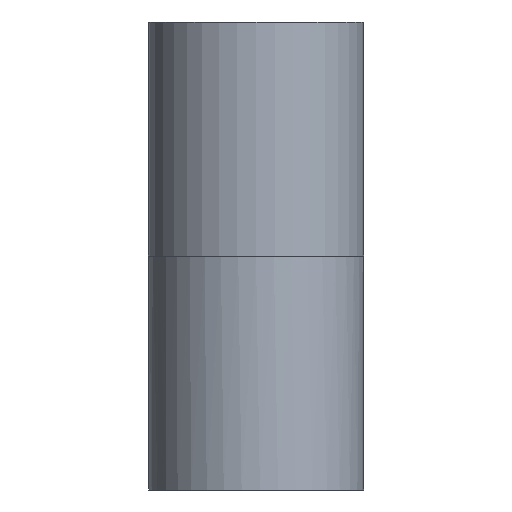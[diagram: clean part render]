
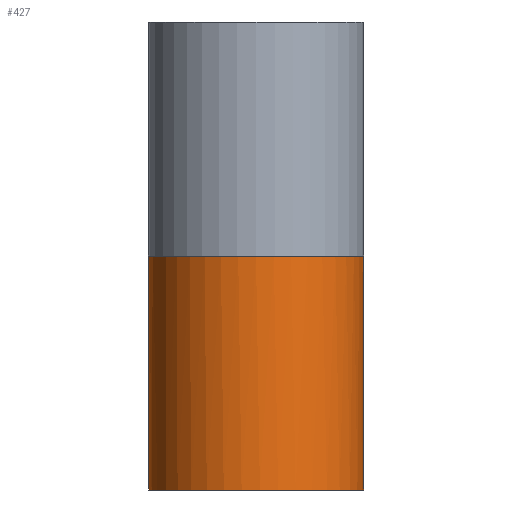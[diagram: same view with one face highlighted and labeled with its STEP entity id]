
A CAD part, front view. The second image highlights one B-rep face of the part: STEP entity #427.
In plain terms, the highlighted cylindrical face has radius 23 mm (diameter 46 mm), a partial arc.
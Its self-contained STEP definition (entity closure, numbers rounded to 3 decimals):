
#22 = VERTEX_POINT('',#23);
#23 = CARTESIAN_POINT('',(23.,0.,0.));
#32 = EDGE_CURVE('',#22,#33,#35,.T.);
#33 = VERTEX_POINT('',#34);
#34 = CARTESIAN_POINT('',(23.,0.,40.));
#35 = LINE('',#36,#37);
#36 = CARTESIAN_POINT('',(23.,0.,0.));
#37 = VECTOR('',#38,1.);
#38 = DIRECTION('',(0.,0.,1.));
#160 = EDGE_CURVE('',#161,#22,#163,.T.);
#161 = VERTEX_POINT('',#162);
#162 = CARTESIAN_POINT('',(-10.,20.712,0.));
#163 = CIRCLE('',#164,23.);
#164 = AXIS2_PLACEMENT_3D('',#165,#166,#167);
#165 = CARTESIAN_POINT('',(0.,0.,0.));
#166 = DIRECTION('',(0.,0.,1.));
#167 = DIRECTION('',(1.,0.,0.));
#427 = ADVANCED_FACE('',(#428),#587,.T.);
#428 = FACE_BOUND('',#429,.F.);
#429 = EDGE_LOOP('',(#430,#431,#432,#440,#519,#528,#537,#546,#554,#563,
    #572,#581));
#430 = ORIENTED_EDGE('',*,*,#32,.F.);
#431 = ORIENTED_EDGE('',*,*,#160,.F.);
#432 = ORIENTED_EDGE('',*,*,#433,.F.);
#433 = EDGE_CURVE('',#434,#161,#436,.T.);
#434 = VERTEX_POINT('',#435);
#435 = CARTESIAN_POINT('',(-10.,20.712,
    10.882));
#436 = LINE('',#437,#438);
#437 = CARTESIAN_POINT('',(-10.,20.712,0.));
#438 = VECTOR('',#439,1.);
#439 = DIRECTION('',(-0.,-0.,-1.));
#440 = ORIENTED_EDGE('',*,*,#441,.T.);
#441 = EDGE_CURVE('',#434,#442,#444,.T.);
#442 = VERTEX_POINT('',#443);
#443 = CARTESIAN_POINT('',(-14.526,17.832,
    26.179));
#444 = B_SPLINE_CURVE_WITH_KNOTS('',7,(#445,#446,#447,#448,#449,#450,
    #451,#452,#453,#454,#455,#456,#457,#458,#459,#460,#461,#462,#463,
    #464,#465,#466,#467,#468,#469,#470,#471,#472,#473,#474,#475,#476,
    #477,#478,#479,#480,#481,#482,#483,#484,#485,#486,#487,#488,#489,
    #490,#491,#492,#493,#494,#495,#496,#497,#498,#499,#500,#501,#502,
    #503,#504,#505,#506,#507,#508,#509,#510,#511,#512,#513,#514,#515,
    #516,#517,#518),.UNSPECIFIED.,.F.,.F.,(8,6,6,6,6,6,6,6,6,6,6,6,8),(
    0.,0.154,0.197,0.267,0.315,
    0.382,0.434,0.474,0.576,
    0.703,0.814,0.918,1.),.UNSPECIFIED.);
#445 = CARTESIAN_POINT('',(4.526,22.55,
    15.179));
#446 = CARTESIAN_POINT('',(4.162,22.623,
    14.549));
#447 = CARTESIAN_POINT('',(3.742,22.7,
    13.934));
#448 = CARTESIAN_POINT('',(3.265,22.778,
    13.34));
#449 = CARTESIAN_POINT('',(2.727,22.852,
    12.77));
#450 = CARTESIAN_POINT('',(2.126,22.917,
    12.232));
#451 = CARTESIAN_POINT('',(1.459,22.965,11.734
    ));
#452 = CARTESIAN_POINT('',(0.52,22.995,
    11.162));
#453 = CARTESIAN_POINT('',(0.31,23.,11.041
    ));
#454 = CARTESIAN_POINT('',(0.094,23.002,
    10.924));
#455 = CARTESIAN_POINT('',(-0.126,23.002,
    10.812));
#456 = CARTESIAN_POINT('',(-0.351,22.999,
    10.705));
#457 = CARTESIAN_POINT('',(-0.581,22.994,
    10.603));
#458 = CARTESIAN_POINT('',(-1.199,22.972,10.349
    ));
#459 = CARTESIAN_POINT('',(-1.595,22.95,
    10.205));
#460 = CARTESIAN_POINT('',(-2.002,22.92,
    10.079));
#461 = CARTESIAN_POINT('',(-2.418,22.88,
    9.97));
#462 = CARTESIAN_POINT('',(-2.84,22.831,
    9.879));
#463 = CARTESIAN_POINT('',(-3.266,22.771,
    9.808));
#464 = CARTESIAN_POINT('',(-3.987,22.654,
    9.722));
#465 = CARTESIAN_POINT('',(-4.281,22.601,
    9.696));
#466 = CARTESIAN_POINT('',(-4.575,22.544,
    9.68));
#467 = CARTESIAN_POINT('',(-4.868,22.483,9.673
    ));
#468 = CARTESIAN_POINT('',(-5.159,22.417,
    9.674));
#469 = CARTESIAN_POINT('',(-5.447,22.348,9.685
    ));
#470 = CARTESIAN_POINT('',(-6.128,22.172,9.73)
  );
#471 = CARTESIAN_POINT('',(-6.517,22.063,
    9.773));
#472 = CARTESIAN_POINT('',(-6.899,21.948,9.831
    ));
#473 = CARTESIAN_POINT('',(-7.273,21.827,
    9.904));
#474 = CARTESIAN_POINT('',(-7.637,21.7,9.99)
  );
#475 = CARTESIAN_POINT('',(-7.992,21.57,
    10.088));
#476 = CARTESIAN_POINT('',(-8.604,21.332,
    10.283));
#477 = CARTESIAN_POINT('',(-8.865,21.226,
    10.375));
#478 = CARTESIAN_POINT('',(-9.121,21.118,
    10.473));
#479 = CARTESIAN_POINT('',(-9.37,21.008,
    10.578));
#480 = CARTESIAN_POINT('',(-9.613,20.897,
    10.688));
#481 = CARTESIAN_POINT('',(-9.85,20.786,
    10.803));
#482 = CARTESIAN_POINT('',(-10.259,20.586,
    11.016));
#483 = CARTESIAN_POINT('',(-10.433,20.499,
    11.112));
#484 = CARTESIAN_POINT('',(-10.604,20.411,
    11.21));
#485 = CARTESIAN_POINT('',(-10.771,20.324,11.311
    ));
#486 = CARTESIAN_POINT('',(-10.935,20.236,
    11.415));
#487 = CARTESIAN_POINT('',(-11.096,20.147,
    11.521));
#488 = CARTESIAN_POINT('',(-11.652,19.835,
    11.906));
#489 = CARTESIAN_POINT('',(-12.03,19.611,
    12.197));
#490 = CARTESIAN_POINT('',(-12.388,19.388,
    12.503));
#491 = CARTESIAN_POINT('',(-12.725,19.167,12.822)
  );
#492 = CARTESIAN_POINT('',(-13.043,18.95,
    13.153));
#493 = CARTESIAN_POINT('',(-13.342,18.738,
    13.495));
#494 = CARTESIAN_POINT('',(-13.973,18.275,
    14.291));
#495 = CARTESIAN_POINT('',(-14.294,18.026,
    14.751));
#496 = CARTESIAN_POINT('',(-14.587,17.79,
    15.228));
#497 = CARTESIAN_POINT('',(-14.85,17.569,
    15.721));
#498 = CARTESIAN_POINT('',(-15.085,17.366,
    16.227));
#499 = CARTESIAN_POINT('',(-15.289,17.184,
    16.748));
#500 = CARTESIAN_POINT('',(-15.613,16.89,
    17.746));
#501 = CARTESIAN_POINT('',(-15.741,16.771,
    18.221));
#502 = CARTESIAN_POINT('',(-15.844,16.674,
    18.704));
#503 = CARTESIAN_POINT('',(-15.922,16.599,
    19.193));
#504 = CARTESIAN_POINT('',(-15.974,16.548,
    19.687));
#505 = CARTESIAN_POINT('',(-16.,16.523,
    20.183));
#506 = CARTESIAN_POINT('',(-16.,16.523,
    21.146));
#507 = CARTESIAN_POINT('',(-15.977,16.545,
    21.612));
#508 = CARTESIAN_POINT('',(-15.931,16.59,
    22.076));
#509 = CARTESIAN_POINT('',(-15.862,16.656,
    22.536));
#510 = CARTESIAN_POINT('',(-15.771,16.743,
    22.991));
#511 = CARTESIAN_POINT('',(-15.658,16.848,
    23.439));
#512 = CARTESIAN_POINT('',(-15.42,17.066,
    24.224));
#513 = CARTESIAN_POINT('',(-15.302,17.173,
    24.564));
#514 = CARTESIAN_POINT('',(-15.171,17.289,
    24.899));
#515 = CARTESIAN_POINT('',(-15.028,17.414,
    25.228));
#516 = CARTESIAN_POINT('',(-14.873,17.546,
    25.552));
#517 = CARTESIAN_POINT('',(-14.706,17.686,
    25.869));
#518 = CARTESIAN_POINT('',(-14.526,17.832,
    26.179));
#519 = ORIENTED_EDGE('',*,*,#520,.T.);
#520 = EDGE_CURVE('',#442,#521,#523,.T.);
#521 = VERTEX_POINT('',#522);
#522 = CARTESIAN_POINT('',(-6.547,22.049,40.));
#523 = ELLIPSE('',#524,46.,23.);
#524 = AXIS2_PLACEMENT_3D('',#525,#526,#527);
#525 = CARTESIAN_POINT('',(0.,0.,51.34));
#526 = DIRECTION('',(0.866,0.,-0.5)
  );
#527 = DIRECTION('',(-0.5,0.,-0.866
    ));
#528 = ORIENTED_EDGE('',*,*,#529,.F.);
#529 = EDGE_CURVE('',#530,#521,#532,.T.);
#530 = VERTEX_POINT('',#531);
#531 = CARTESIAN_POINT('',(-19.307,12.5,40.));
#532 = CIRCLE('',#533,23.);
#533 = AXIS2_PLACEMENT_3D('',#534,#535,#536);
#534 = CARTESIAN_POINT('',(0.,0.,40.));
#535 = DIRECTION('',(0.,0.,-1.));
#536 = DIRECTION('',(1.,0.,0.));
#537 = ORIENTED_EDGE('',*,*,#538,.F.);
#538 = EDGE_CURVE('',#539,#530,#541,.T.);
#539 = VERTEX_POINT('',#540);
#540 = CARTESIAN_POINT('',(-23.,0.,40.));
#541 = CIRCLE('',#542,23.);
#542 = AXIS2_PLACEMENT_3D('',#543,#544,#545);
#543 = CARTESIAN_POINT('',(0.,0.,40.));
#544 = DIRECTION('',(0.,0.,-1.));
#545 = DIRECTION('',(1.,0.,0.));
#546 = ORIENTED_EDGE('',*,*,#547,.T.);
#547 = EDGE_CURVE('',#539,#548,#550,.T.);
#548 = VERTEX_POINT('',#549);
#549 = CARTESIAN_POINT('',(-23.,0.,50.));
#550 = LINE('',#551,#552);
#551 = CARTESIAN_POINT('',(-23.,0.,40.));
#552 = VECTOR('',#553,1.);
#553 = DIRECTION('',(0.,0.,1.));
#554 = ORIENTED_EDGE('',*,*,#555,.F.);
#555 = EDGE_CURVE('',#556,#548,#558,.T.);
#556 = VERTEX_POINT('',#557);
#557 = CARTESIAN_POINT('',(-19.307,-12.5,50.));
#558 = CIRCLE('',#559,23.);
#559 = AXIS2_PLACEMENT_3D('',#560,#561,#562);
#560 = CARTESIAN_POINT('',(0.,0.,50.));
#561 = DIRECTION('',(0.,0.,-1.));
#562 = DIRECTION('',(1.,0.,0.));
#563 = ORIENTED_EDGE('',*,*,#564,.F.);
#564 = EDGE_CURVE('',#565,#556,#567,.T.);
#565 = VERTEX_POINT('',#566);
#566 = CARTESIAN_POINT('',(19.307,-12.5,50.));
#567 = CIRCLE('',#568,23.);
#568 = AXIS2_PLACEMENT_3D('',#569,#570,#571);
#569 = CARTESIAN_POINT('',(0.,0.,50.));
#570 = DIRECTION('',(0.,0.,-1.));
#571 = DIRECTION('',(1.,0.,0.));
#572 = ORIENTED_EDGE('',*,*,#573,.F.);
#573 = EDGE_CURVE('',#574,#565,#576,.T.);
#574 = VERTEX_POINT('',#575);
#575 = CARTESIAN_POINT('',(23.,0.,50.));
#576 = CIRCLE('',#577,23.);
#577 = AXIS2_PLACEMENT_3D('',#578,#579,#580);
#578 = CARTESIAN_POINT('',(0.,0.,50.));
#579 = DIRECTION('',(0.,0.,-1.));
#580 = DIRECTION('',(1.,0.,0.));
#581 = ORIENTED_EDGE('',*,*,#582,.F.);
#582 = EDGE_CURVE('',#33,#574,#583,.T.);
#583 = LINE('',#584,#585);
#584 = CARTESIAN_POINT('',(23.,0.,0.));
#585 = VECTOR('',#586,1.);
#586 = DIRECTION('',(0.,0.,1.));
#587 = CYLINDRICAL_SURFACE('',#588,23.);
#588 = AXIS2_PLACEMENT_3D('',#589,#590,#591);
#589 = CARTESIAN_POINT('',(0.,0.,0.));
#590 = DIRECTION('',(-0.,-0.,-1.));
#591 = DIRECTION('',(1.,0.,0.));
